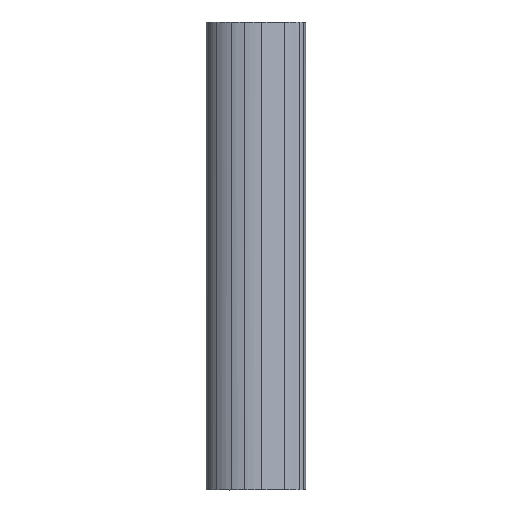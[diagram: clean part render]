
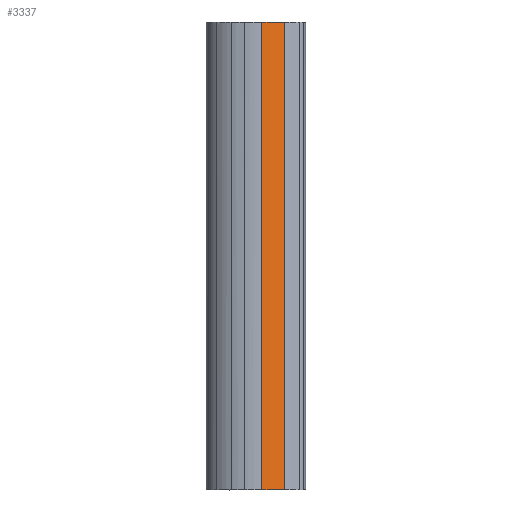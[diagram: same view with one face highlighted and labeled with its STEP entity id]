
A CAD part, top view. The second image highlights one B-rep face of the part: STEP entity #3337.
In plain terms, the highlighted free-form (B-spline) face has degree [3, 1] with [4, 2] control points.
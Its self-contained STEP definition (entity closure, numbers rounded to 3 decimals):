
#87=LINE('',#4488,#264);
#88=LINE('',#4502,#265);
#264=VECTOR('',#3600,10.);
#265=VECTOR('',#3601,10.);
#440=(
BOUNDED_SURFACE()
B_SPLINE_SURFACE(3,1,((#4489,#4490),(#4491,#4492),(#4493,#4494),(#4495,
#4496)),.UNSPECIFIED.,.F.,.F.,.F.)
B_SPLINE_SURFACE_WITH_KNOTS((4,4),(2,2),(0.,1.),(-15.,15.),
 .UNSPECIFIED.)
GEOMETRIC_REPRESENTATION_ITEM()
RATIONAL_B_SPLINE_SURFACE(((1.,1.),(1.,1.),(1.,1.),(1.,1.)))
REPRESENTATION_ITEM('')
SURFACE()
);
#628=FACE_OUTER_BOUND('',#826,.T.);
#826=EDGE_LOOP('',(#2394,#2395,#2396,#2397));
#1014=(
BOUNDED_CURVE()
B_SPLINE_CURVE(3,(#3890,#3891,#3892,#3893),.UNSPECIFIED.,.F.,.F.)
B_SPLINE_CURVE_WITH_KNOTS((4,4),(-1.,0.),.UNSPECIFIED.)
CURVE()
GEOMETRIC_REPRESENTATION_ITEM()
RATIONAL_B_SPLINE_CURVE((1.,1.,1.,1.))
REPRESENTATION_ITEM('')
);
#1074=(
BOUNDED_CURVE()
B_SPLINE_CURVE(3,(#4498,#4499,#4500,#4501),.UNSPECIFIED.,.F.,.F.)
B_SPLINE_CURVE_WITH_KNOTS((4,4),(0.,1.),.UNSPECIFIED.)
CURVE()
GEOMETRIC_REPRESENTATION_ITEM()
RATIONAL_B_SPLINE_CURVE((1.,1.,1.,1.))
REPRESENTATION_ITEM('')
);
#1349=VERTEX_POINT('',#3885);
#1350=VERTEX_POINT('',#3889);
#1410=VERTEX_POINT('',#4484);
#1411=VERTEX_POINT('',#4497);
#1703=EDGE_CURVE('',#1349,#1350,#1014,.T.);
#1797=EDGE_CURVE('',#1349,#1410,#87,.T.);
#1798=EDGE_CURVE('',#1411,#1410,#1074,.T.);
#1799=EDGE_CURVE('',#1350,#1411,#88,.T.);
#2394=ORIENTED_EDGE('',*,*,#1797,.T.);
#2395=ORIENTED_EDGE('',*,*,#1798,.F.);
#2396=ORIENTED_EDGE('',*,*,#1799,.F.);
#2397=ORIENTED_EDGE('',*,*,#1703,.F.);
#3337=ADVANCED_FACE('',(#628),#440,.T.);
#3600=DIRECTION('',(0.,1.,0.));
#3601=DIRECTION('',(0.,1.,0.));
#3885=CARTESIAN_POINT('',(19.871,-150.,14.214));
#3889=CARTESIAN_POINT('',(5.273,-150.,19.95));
#3890=CARTESIAN_POINT('Ctrl Pts',(19.871,-150.,14.214));
#3891=CARTESIAN_POINT('Ctrl Pts',(11.496,-150.,17.774));
#3892=CARTESIAN_POINT('Ctrl Pts',(7.316,-150.,19.555));
#3893=CARTESIAN_POINT('Ctrl Pts',(5.273,-150.,19.95));
#4484=CARTESIAN_POINT('',(19.871,150.,14.214));
#4488=CARTESIAN_POINT('',(19.871,0.,14.214));
#4489=CARTESIAN_POINT('Ctrl Pts',(5.273,-150.,19.95));
#4490=CARTESIAN_POINT('Ctrl Pts',(5.273,150.,19.95));
#4491=CARTESIAN_POINT('Ctrl Pts',(7.316,-150.,19.555));
#4492=CARTESIAN_POINT('Ctrl Pts',(7.316,150.,19.555));
#4493=CARTESIAN_POINT('Ctrl Pts',(11.496,-150.,17.774));
#4494=CARTESIAN_POINT('Ctrl Pts',(11.496,150.,17.774));
#4495=CARTESIAN_POINT('Ctrl Pts',(19.871,-150.,14.214));
#4496=CARTESIAN_POINT('Ctrl Pts',(19.871,150.,14.214));
#4497=CARTESIAN_POINT('',(5.273,150.,19.95));
#4498=CARTESIAN_POINT('Ctrl Pts',(5.273,150.,19.95));
#4499=CARTESIAN_POINT('Ctrl Pts',(7.316,150.,19.555));
#4500=CARTESIAN_POINT('Ctrl Pts',(11.496,150.,17.774));
#4501=CARTESIAN_POINT('Ctrl Pts',(19.871,150.,14.214));
#4502=CARTESIAN_POINT('',(5.273,0.,19.95));
